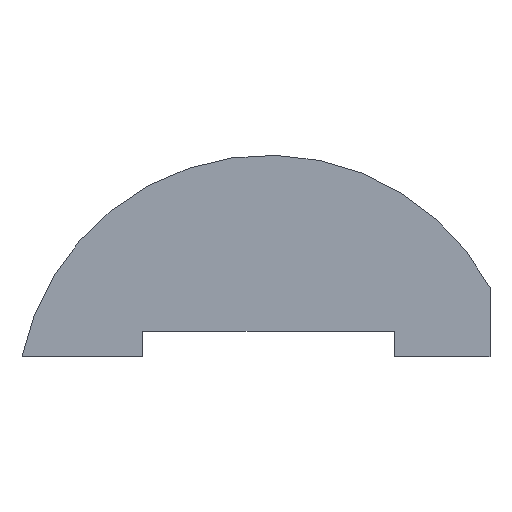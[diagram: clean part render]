
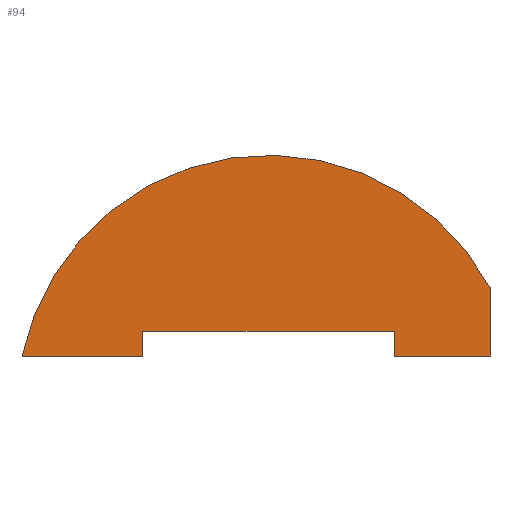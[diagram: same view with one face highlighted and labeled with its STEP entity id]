
A CAD part, top view. The second image highlights one B-rep face of the part: STEP entity #94.
In plain terms, the highlighted planar face has unit normal (0, 0, 1).
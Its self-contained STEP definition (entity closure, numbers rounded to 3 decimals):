
#6 = DIRECTION ( 'NONE',  ( 0., 0., 1. ) ) ;
#8 = VECTOR ( 'NONE', #335, 1000. ) ;
#68 = VECTOR ( 'NONE', #996, 1000. ) ;
#70 = VECTOR ( 'NONE', #971, 1000. ) ;
#79 = VERTEX_POINT ( 'NONE', #823 ) ;
#93 = CARTESIAN_POINT ( 'NONE',  ( 0., 10., 6. ) ) ;
#94 = ADVANCED_FACE ( 'NONE', ( #173 ), #648, .T. ) ;
#96 = CARTESIAN_POINT ( 'NONE',  ( -48.99, 10., 6. ) ) ;
#107 = CARTESIAN_POINT ( 'NONE',  ( 44., 23.749, 6. ) ) ;
#115 = VERTEX_POINT ( 'NONE', #236 ) ;
#118 = LINE ( 'NONE', #485, #8 ) ;
#159 = CARTESIAN_POINT ( 'NONE',  ( 44., 0., 6. ) ) ;
#173 = FACE_OUTER_BOUND ( 'NONE', #982, .T. ) ;
#195 = CARTESIAN_POINT ( 'NONE',  ( -25., 10., 6. ) ) ;
#220 = EDGE_CURVE ( 'NONE', #527, #855, #983, .T. ) ;
#224 = ORIENTED_EDGE ( 'NONE', *, *, #437, .F. ) ;
#236 = CARTESIAN_POINT ( 'NONE',  ( 25., 15., 6. ) ) ;
#306 = DIRECTION ( 'NONE',  ( 0., 1., 0. ) ) ;
#330 = CARTESIAN_POINT ( 'NONE',  ( 0., 15., 6. ) ) ;
#335 = DIRECTION ( 'NONE',  ( 0., 1., 0. ) ) ;
#337 = ORIENTED_EDGE ( 'NONE', *, *, #385, .T. ) ;
#338 = DIRECTION ( 'NONE',  ( 1., 0., 0. ) ) ;
#360 = EDGE_CURVE ( 'NONE', #522, #855, #895, .T. ) ;
#381 = VECTOR ( 'NONE', #950, 1000. ) ;
#385 = EDGE_CURVE ( 'NONE', #763, #522, #712, .T. ) ;
#437 = EDGE_CURVE ( 'NONE', #115, #801, #901, .T. ) ;
#485 = CARTESIAN_POINT ( 'NONE',  ( 25., 0., 6. ) ) ;
#522 = VERTEX_POINT ( 'NONE', #107 ) ;
#527 = VERTEX_POINT ( 'NONE', #195 ) ;
#559 = LINE ( 'NONE', #636, #381 ) ;
#568 = ORIENTED_EDGE ( 'NONE', *, *, #984, .F. ) ;
#587 = CARTESIAN_POINT ( 'NONE',  ( 44., 10., 6. ) ) ;
#610 = ORIENTED_EDGE ( 'NONE', *, *, #360, .T. ) ;
#636 = CARTESIAN_POINT ( 'NONE',  ( 0., 10., 6. ) ) ;
#648 = PLANE ( 'NONE',  #945 ) ;
#651 = CARTESIAN_POINT ( 'NONE',  ( 0., 0., 6. ) ) ;
#657 = VECTOR ( 'NONE', #306, 1000. ) ;
#666 = ORIENTED_EDGE ( 'NONE', *, *, #818, .F. ) ;
#692 = AXIS2_PLACEMENT_3D ( 'NONE', #651, #6, #897 ) ;
#712 = LINE ( 'NONE', #159, #657 ) ;
#722 = CARTESIAN_POINT ( 'NONE',  ( 0., 0., 6. ) ) ;
#724 = CARTESIAN_POINT ( 'NONE',  ( -25., 0., 6. ) ) ;
#729 = DIRECTION ( 'NONE',  ( -1., 0., 0. ) ) ;
#731 = CARTESIAN_POINT ( 'NONE',  ( -25., 15., 6. ) ) ;
#745 = EDGE_CURVE ( 'NONE', #801, #527, #966, .T. ) ;
#763 = VERTEX_POINT ( 'NONE', #587 ) ;
#801 = VERTEX_POINT ( 'NONE', #731 ) ;
#818 = EDGE_CURVE ( 'NONE', #79, #115, #118, .T. ) ;
#823 = CARTESIAN_POINT ( 'NONE',  ( 25., 10., 6. ) ) ;
#855 = VERTEX_POINT ( 'NONE', #96 ) ;
#877 = VECTOR ( 'NONE', #729, 1000. ) ;
#879 = ORIENTED_EDGE ( 'NONE', *, *, #220, .F. ) ;
#895 = CIRCLE ( 'NONE', #692, 50. ) ;
#897 = DIRECTION ( 'NONE',  ( 1., 0., 0. ) ) ;
#901 = LINE ( 'NONE', #330, #68 ) ;
#934 = ORIENTED_EDGE ( 'NONE', *, *, #745, .F. ) ;
#945 = AXIS2_PLACEMENT_3D ( 'NONE', #722, #969, #338 ) ;
#950 = DIRECTION ( 'NONE',  ( -1., 0., 0. ) ) ;
#966 = LINE ( 'NONE', #724, #70 ) ;
#969 = DIRECTION ( 'NONE',  ( 0., 0., 1. ) ) ;
#971 = DIRECTION ( 'NONE',  ( 0., -1., 0. ) ) ;
#982 = EDGE_LOOP ( 'NONE', ( #879, #934, #224, #666, #568, #337, #610 ) ) ;
#983 = LINE ( 'NONE', #93, #877 ) ;
#984 = EDGE_CURVE ( 'NONE', #763, #79, #559, .T. ) ;
#996 = DIRECTION ( 'NONE',  ( -1., 0., 0. ) ) ;
